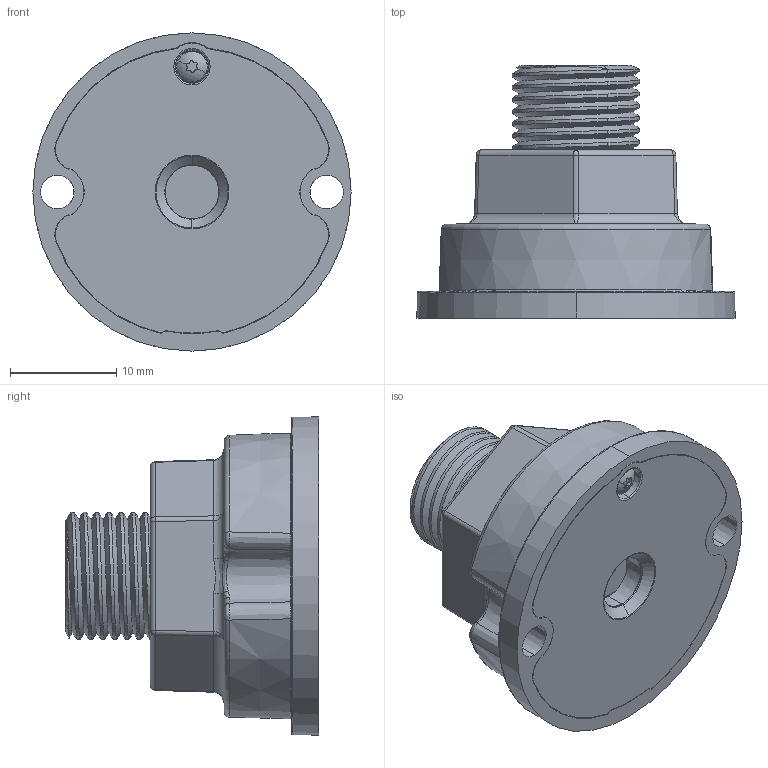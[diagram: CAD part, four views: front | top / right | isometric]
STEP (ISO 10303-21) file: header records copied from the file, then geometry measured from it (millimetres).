
FILE_DESCRIPTION (( 'STEP AP214' ), '1' );
FILE_NAME ('EOS1-004.STEP', '2015-11-19T18:37:30', ( '' ), ( '' ), 'SwSTEP 2.0', 'SolidWorks 2015', '' );
FILE_SCHEMA (( 'AUTOMOTIVE_DESIGN' ));
Length unit declared in the file: inch
Products named in the file (1): EOS1-004
Bounding box: 30 x 23.85 x 30 mm (x, y, z)
Surface area: 4513.5 mm2 (no closed solid volume)
Topology: 0 solids, 17 shells, 374 faces, 1060 edges, 666 vertices
Faces by surface type: cylinder 218, torus 40, plane 39, cone 37, bspline 32, sphere 8
Entity records: 18727 total; most frequent: CARTESIAN_POINT 5096, ORIENTED_EDGE 1875, DIRECTION 1755, EDGE_CURVE 1048, AXIS2_PLACEMENT_3D 705, VERTEX_POINT 666, EDGE_LOOP 383, LENGTH_MEASURE_WITH_UNIT 376
